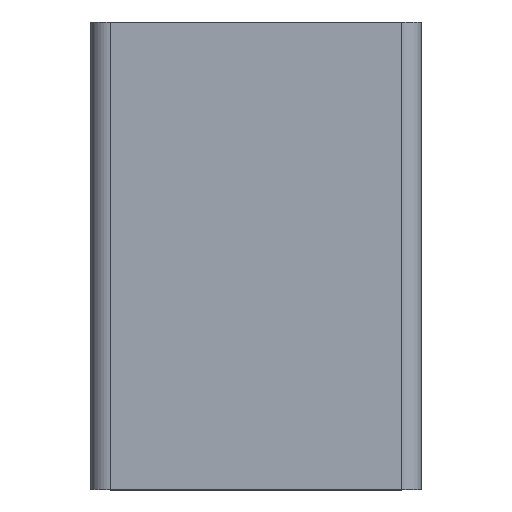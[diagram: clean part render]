
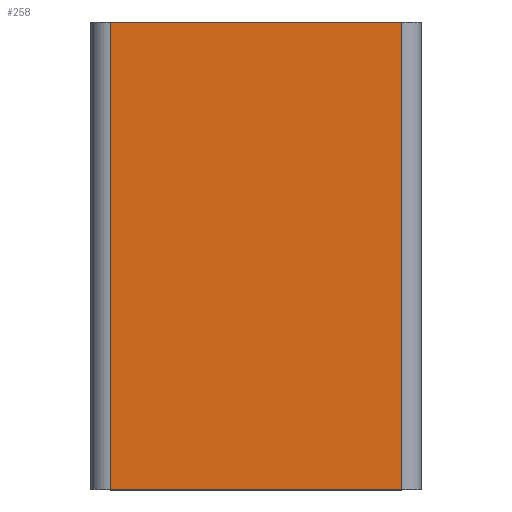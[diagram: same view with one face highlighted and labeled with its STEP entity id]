
A CAD part, top view. The second image highlights one B-rep face of the part: STEP entity #258.
In plain terms, the highlighted planar face has unit normal (0, 0, 1).
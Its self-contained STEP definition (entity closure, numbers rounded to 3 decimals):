
#17=PLANE('',#294);
#28=FACE_OUTER_BOUND('',#42,.T.);
#42=EDGE_LOOP('',(#185,#186,#187,#188));
#58=LINE('',#396,#86);
#59=LINE('',#399,#87);
#60=LINE('',#401,#88);
#61=LINE('',#402,#89);
#86=VECTOR('',#322,10.);
#87=VECTOR('',#325,10.);
#88=VECTOR('',#326,10.);
#89=VECTOR('',#327,10.);
#121=VERTEX_POINT('',#389);
#124=VERTEX_POINT('',#394);
#125=VERTEX_POINT('',#398);
#126=VERTEX_POINT('',#400);
#148=EDGE_CURVE('',#124,#121,#58,.T.);
#149=EDGE_CURVE('',#124,#125,#59,.T.);
#150=EDGE_CURVE('',#126,#125,#60,.T.);
#151=EDGE_CURVE('',#121,#126,#61,.T.);
#185=ORIENTED_EDGE('',*,*,#148,.F.);
#186=ORIENTED_EDGE('',*,*,#149,.T.);
#187=ORIENTED_EDGE('',*,*,#150,.F.);
#188=ORIENTED_EDGE('',*,*,#151,.F.);
#258=ADVANCED_FACE('',(#28),#17,.T.);
#294=AXIS2_PLACEMENT_3D('',#397,#323,#324);
#322=DIRECTION('',(0.,1.,0.));
#323=DIRECTION('center_axis',(0.,0.,1.));
#324=DIRECTION('ref_axis',(1.,0.,0.));
#325=DIRECTION('',(1.,0.,0.));
#326=DIRECTION('',(0.,-1.,0.));
#327=DIRECTION('',(1.,0.,0.));
#389=CARTESIAN_POINT('',(-14.95,48.,16.95));
#394=CARTESIAN_POINT('',(-14.95,0.,16.95));
#396=CARTESIAN_POINT('',(-14.95,0.,16.95));
#397=CARTESIAN_POINT('Origin',(-16.95,0.,16.95));
#398=CARTESIAN_POINT('',(14.95,0.,16.95));
#399=CARTESIAN_POINT('',(-16.95,0.,16.95));
#400=CARTESIAN_POINT('',(14.95,48.,16.95));
#401=CARTESIAN_POINT('',(14.95,0.,16.95));
#402=CARTESIAN_POINT('',(-16.95,48.,16.95));
